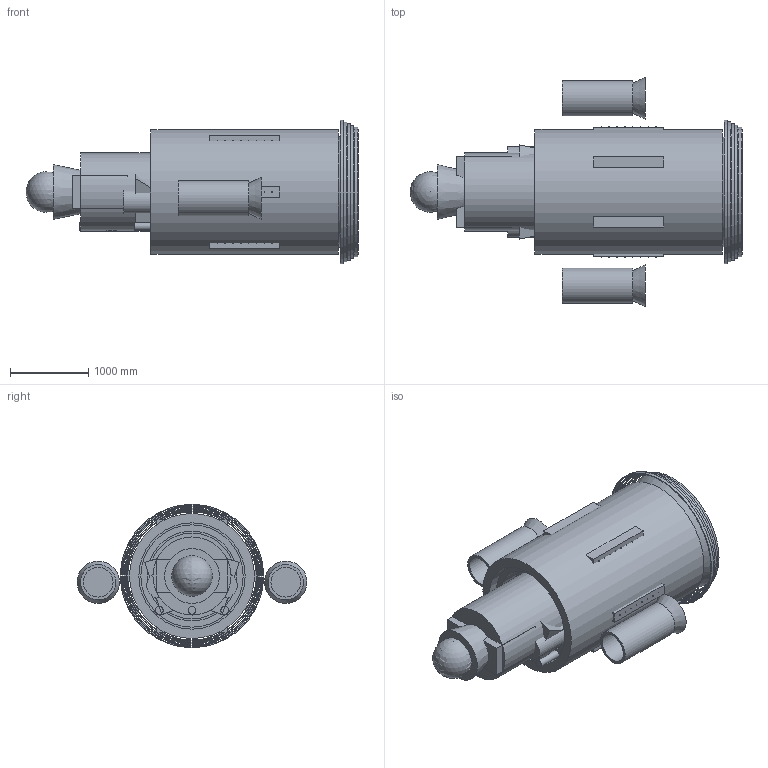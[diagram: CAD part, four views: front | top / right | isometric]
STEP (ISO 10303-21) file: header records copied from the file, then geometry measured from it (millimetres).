
FILE_DESCRIPTION(('FreeCAD Model'),'2;1');
FILE_NAME('Open CASCADE Shape Model','2025-09-09T08:26:05',('Author'),( ''),'Open CASCADE STEP processor 7.8','FreeCAD','Unknown');
FILE_SCHEMA(('AUTOMOTIVE_DESIGN { 1 0 10303 214 1 1 1 1 }'));
Length unit declared in the file: millimetre
Products named in the file (22): Shield_TPS_External; Hull_Shell_Blindado_Fallback; Destiny_Ship_Blindado; Hull_With_Cockpit_Cut; Cockpit_Integrated_Fallback; Reactor_Core; Magnetic_Nozzle_Extended; Nozzle_Rings; Truss_Detailed; Wing_Right_Angular; Wing_Left_Angular; SideThruster_Right_Tube; SideThruster_Left_Tube; SideThruster_Right_Noise; SideThruster_Left_Noise; Shield_Moderator_Internal; Tank_Right; Tank_Left; Leg_Nose; Leg_Right; Leg_Left
Assembly tree (19 placements, depth 2):
  Shield_TPS_External
  Hull_Shell_Blindado_Fallback
  Destiny_Ship_Blindado
    Hull_With_Cockpit_Cut
    Cockpit_Integrated_Fallback
    Reactor_Core
    Magnetic_Nozzle_Extended
    Nozzle_Rings
    Truss_Detailed
    Wing_Right_Angular
    Wing_Left_Angular
    SideThruster_Right_Tube
    SideThruster_Left_Tube
    SideThruster_Right_Noise
    SideThruster_Left_Noise
    Shield_Moderator_Internal
    Shield_TPS_External
    Tank_Right
    Tank_Left
    Leg_Nose
    Leg_Right
    Leg_Left
Bounding box: 4249.91 x 2940 x 1836 mm (x, y, z)
Volume: 13059802415.1 mm3; surface area: 129079011.5 mm2
Topology: 30 solids, 30 shells, 637 faces, 1439 edges, 960 vertices
Faces by surface type: plane 592, cylinder 36, cone 5, sphere 4
Full cylindrical faces by diameter (mm): 100 x3, 320 x2, 380 x2, 450 x2, 1000 x2, 1100 x1, 1150 x1, 1310 x1, 1360 x2, 1400 x2, 1600 x2, 1636 x1, 1660 x1, 1680 x1, 1704 x1, 1724 x1, 1748 x1, 1768 x1, 1792 x1, 1812 x1, 1836 x1
Entity records: 37256 total; most frequent: CARTESIAN_POINT 7986, DIRECTION 4893, LINE 3273, VECTOR 3273, ORIENTED_EDGE 2870, PCURVE 2870, DEFINITIONAL_REPRESENTATION 2870, EDGE_CURVE 1435
